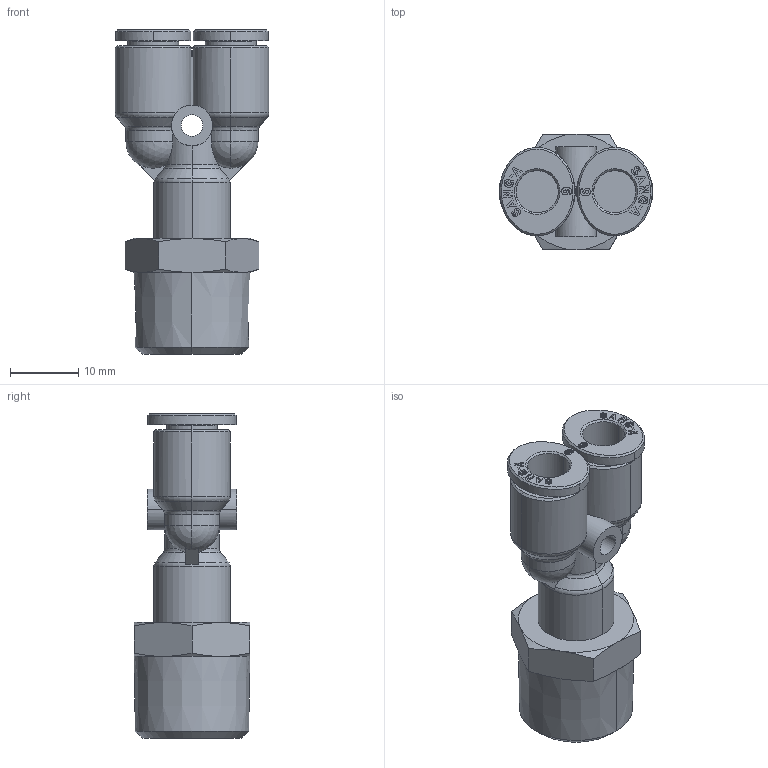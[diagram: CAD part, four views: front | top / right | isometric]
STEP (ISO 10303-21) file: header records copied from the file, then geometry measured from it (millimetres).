
FILE_DESCRIPTION((''),'2;1');
FILE_NAME('GPWT_0603(3D).stp','2012-12-27T19:29:00',(''),(''),'Mechanical Desktop.R8.0.24.0','Mechanical Desktop.R8.0.24.0',', , ');
FILE_SCHEMA(('CONFIG_CONTROL_DESIGN'));
Length unit declared in the file: millimetre
Products named in the file (2): GPWT_0603(3D); ºÎÇ°1
Assembly tree (1 placements, depth 2):
  GPWT_0603(3D)
    ºÎÇ°1
Bounding box: 22.6 x 17 x 47.65 mm (x, y, z)
Volume: 6144.2 mm3; surface area: 4656.5 mm2
Topology: 1 solids, 1 shells, 530 faces, 1456 edges, 948 vertices
Faces by surface type: plane 355, bspline 69, cylinder 53, cone 37, torus 11, sphere 5
Entity records: 18811 total; most frequent: CARTESIAN_POINT 5506, ORIENTED_EDGE 2896, DIRECTION 2556, EDGE_CURVE 1448, VECTOR 1070, LINE 1070, VERTEX_POINT 948, AXIS2_PLACEMENT_3D 743
